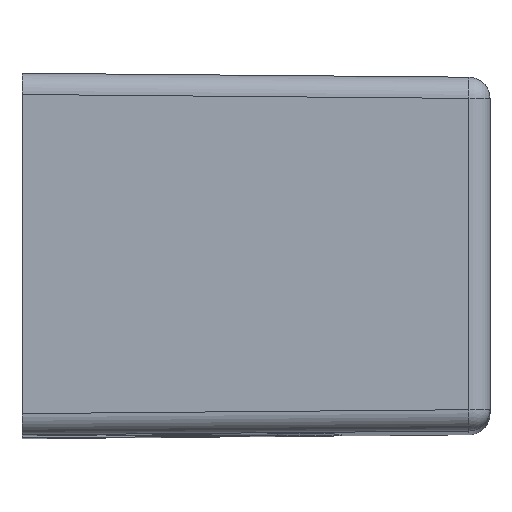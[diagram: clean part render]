
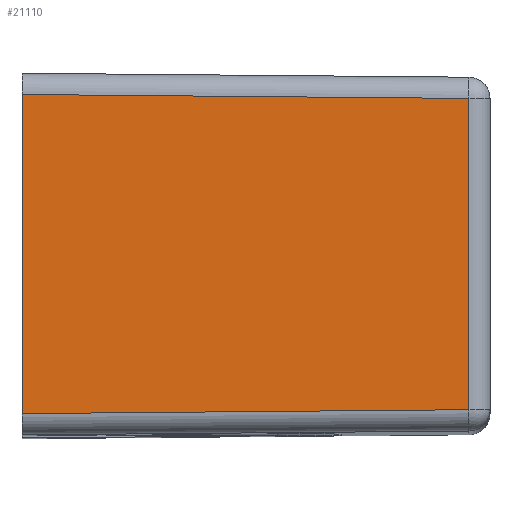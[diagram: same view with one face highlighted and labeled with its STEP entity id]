
A CAD part, top view. The second image highlights one B-rep face of the part: STEP entity #21110.
In plain terms, the highlighted face is planar.
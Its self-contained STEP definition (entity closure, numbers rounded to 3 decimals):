
#2060=CARTESIAN_POINT('',(-7.317,27.009,
52.317));
#2070=VERTEX_POINT('',#2060);
#8650=CARTESIAN_POINT('',(-7.552,0.009,
52.552));
#8660=DIRECTION('',(-0.009,-1.,
0.009));
#8670=VECTOR('',#8660,1.);
#8680=LINE('',#8650,#8670);
#8690=CARTESIAN_POINT('',(-7.5,6.,52.5));
#8700=VERTEX_POINT('',#8690);
#8710=EDGE_CURVE('',#2070,#8700,#8680,.T.);
#10690=CARTESIAN_POINT('',(7.317,27.009,
52.317));
#10700=VERTEX_POINT('',#10690);
#11350=CARTESIAN_POINT('',(7.5,6.,52.5));
#11360=VERTEX_POINT('',#11350);
#11390=CARTESIAN_POINT('',(7.552,0.009,
52.552));
#11400=DIRECTION('',(0.009,-1.,
0.009));
#11410=VECTOR('',#11400,1.);
#11420=LINE('',#11390,#11410);
#11430=EDGE_CURVE('',#10700,#11360,#11420,.T.);
#20860=CARTESIAN_POINT('',(0.,27.009,52.317));
#20870=DIRECTION('',(-1.,0.,0.));
#20880=VECTOR('',#20870,1.);
#20890=LINE('',#20860,#20880);
#20900=EDGE_CURVE('',#10700,#2070,#20890,.T.);
#20950=CARTESIAN_POINT('',(0.,6.,52.5));
#20960=DIRECTION('',(-0.,0.009,1.));
#20970=DIRECTION('',(1.,0.,0.));
#20980=AXIS2_PLACEMENT_3D('',#20950,#20960,#20970);
#20990=PLANE('',#20980);
#21000=ORIENTED_EDGE('',*,*,#11430,.F.);
#21010=CARTESIAN_POINT('',(0.,6.,52.5));
#21020=DIRECTION('',(1.,0.,0.));
#21030=VECTOR('',#21020,1.);
#21040=LINE('',#21010,#21030);
#21050=EDGE_CURVE('',#8700,#11360,#21040,.T.);
#21060=ORIENTED_EDGE('',*,*,#21050,.T.);
#21070=ORIENTED_EDGE('',*,*,#8710,.T.);
#21080=ORIENTED_EDGE('',*,*,#20900,.T.);
#21090=EDGE_LOOP('',(#21080,#21070,#21060,#21000));
#21100=FACE_OUTER_BOUND('',#21090,.T.);
#21110=ADVANCED_FACE('',(#21100),#20990,.T.);
